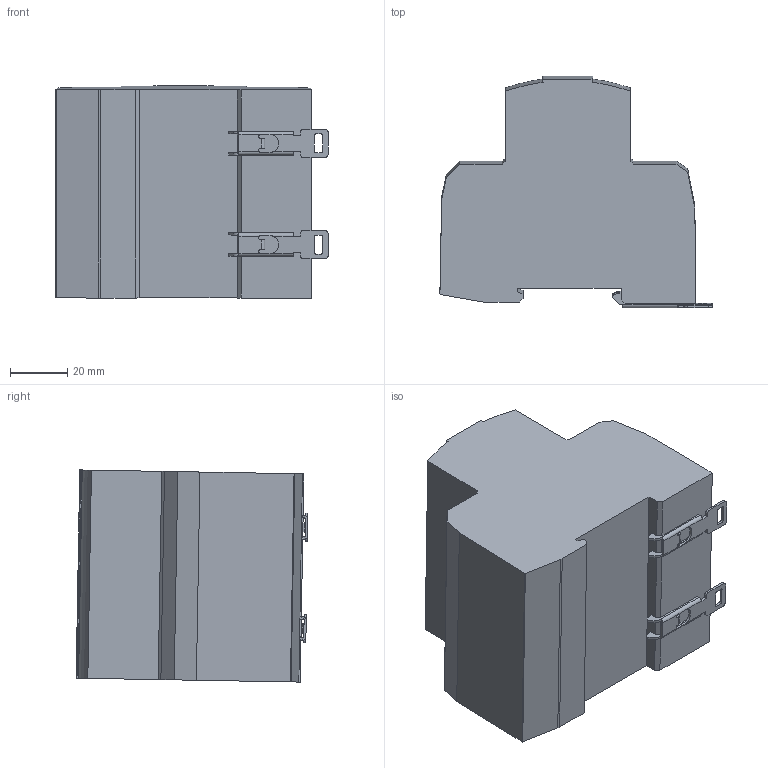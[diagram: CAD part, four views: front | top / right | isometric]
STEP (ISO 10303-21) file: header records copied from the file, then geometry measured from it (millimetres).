
FILE_DESCRIPTION (( 'STEP AP214' ), '1' );
FILE_NAME ('5093462_KSTP.stp', '2026-04-13T11:27:04', ( '' ), ( '' ), 'SwSTEP 2.0', 'SolidWorks 2024', '' );
FILE_SCHEMA (( 'AUTOMOTIVE_DESIGN' ));
Length unit declared in the file: millimetre
Products named in the file (3): 5093462_KSTP; 5093533_KSTP.stp; 5096987_PRT_1-80070_PRT.PRT.stp
Assembly tree (2 placements, depth 3):
  5093462_KSTP
    5093533_KSTP.stp
      5096987_PRT_1-80070_PRT.PRT.stp
Bounding box: 95.39 x 81.25 x 74.36 mm (x, y, z)
Volume: 388729 mm3; surface area: 35812.7 mm2
Topology: 1 solids, 1 shells, 438 faces, 1278 edges, 842 vertices
Faces by surface type: plane 360, cylinder 68, bspline 10
Entity records: 14691 total; most frequent: CARTESIAN_POINT 2988, ORIENTED_EDGE 2556, DIRECTION 2231, EDGE_CURVE 1278, VECTOR 1107, LINE 1107, VERTEX_POINT 842, AXIS2_PLACEMENT_3D 562
